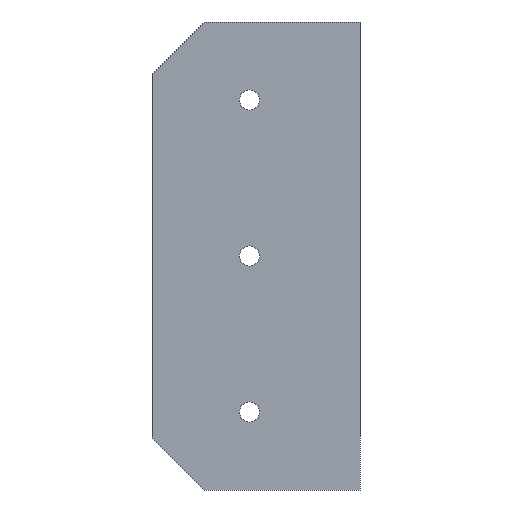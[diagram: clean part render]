
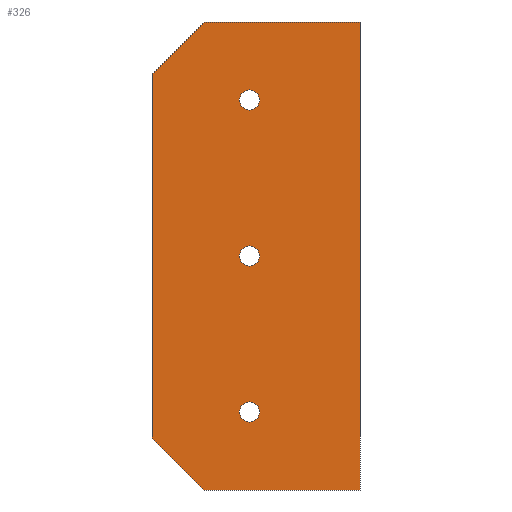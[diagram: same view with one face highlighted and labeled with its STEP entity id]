
A CAD part, front view. The second image highlights one B-rep face of the part: STEP entity #326.
In plain terms, the highlighted planar face has unit normal (0, -1, 0).
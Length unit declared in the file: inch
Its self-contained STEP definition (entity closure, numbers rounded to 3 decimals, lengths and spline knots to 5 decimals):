
#21=FACE_BOUND('',#55,.T.);
#22=FACE_BOUND('',#56,.T.);
#23=FACE_BOUND('',#57,.T.);
#27=CIRCLE('',#359,0.09675);
#28=CIRCLE('',#360,0.09675);
#29=CIRCLE('',#361,0.09675);
#36=FACE_OUTER_BOUND('',#54,.T.);
#54=EDGE_LOOP('',(#224,#225,#226,#227,#228,#229));
#55=EDGE_LOOP('',(#230));
#56=EDGE_LOOP('',(#231));
#57=EDGE_LOOP('',(#232));
#78=LINE('',#481,#114);
#79=LINE('',#483,#115);
#80=LINE('',#485,#116);
#81=LINE('',#487,#117);
#82=LINE('',#489,#118);
#83=LINE('',#490,#119);
#114=VECTOR('',#389,3.5);
#115=VECTOR('',#390,0.70711);
#116=VECTOR('',#391,1.5);
#117=VECTOR('',#392,4.5);
#118=VECTOR('',#393,1.5);
#119=VECTOR('',#394,0.70711);
#150=VERTEX_POINT('',#479);
#151=VERTEX_POINT('',#480);
#152=VERTEX_POINT('',#482);
#153=VERTEX_POINT('',#484);
#154=VERTEX_POINT('',#486);
#155=VERTEX_POINT('',#488);
#156=VERTEX_POINT('',#491);
#157=VERTEX_POINT('',#493);
#158=VERTEX_POINT('',#495);
#179=EDGE_CURVE('',#150,#151,#78,.T.);
#180=EDGE_CURVE('',#150,#152,#79,.F.);
#181=EDGE_CURVE('',#152,#153,#80,.T.);
#182=EDGE_CURVE('',#153,#154,#81,.T.);
#183=EDGE_CURVE('',#155,#154,#82,.T.);
#184=EDGE_CURVE('',#155,#151,#83,.T.);
#185=EDGE_CURVE('',#156,#156,#27,.T.);
#186=EDGE_CURVE('',#157,#157,#28,.T.);
#187=EDGE_CURVE('',#158,#158,#29,.T.);
#224=ORIENTED_EDGE('',*,*,#179,.F.);
#225=ORIENTED_EDGE('',*,*,#180,.T.);
#226=ORIENTED_EDGE('',*,*,#181,.T.);
#227=ORIENTED_EDGE('',*,*,#182,.T.);
#228=ORIENTED_EDGE('',*,*,#183,.F.);
#229=ORIENTED_EDGE('',*,*,#184,.T.);
#230=ORIENTED_EDGE('',*,*,#185,.T.);
#231=ORIENTED_EDGE('',*,*,#186,.T.);
#232=ORIENTED_EDGE('',*,*,#187,.T.);
#314=PLANE('',#358);
#326=ADVANCED_FACE('',(#36,#21,#22,#23),#314,.T.);
#358=AXIS2_PLACEMENT_3D('',#478,#387,#388);
#359=AXIS2_PLACEMENT_3D('',#492,#395,#396);
#360=AXIS2_PLACEMENT_3D('',#494,#397,#398);
#361=AXIS2_PLACEMENT_3D('',#496,#399,#400);
#387=DIRECTION('center_axis',(0.,-1.,0.));
#388=DIRECTION('ref_axis',(0.,0.,-1.));
#389=DIRECTION('',(0.,0.,1.));
#390=DIRECTION('',(-0.707,0.,0.707));
#391=DIRECTION('',(1.,0.,0.));
#392=DIRECTION('',(0.,0.,1.));
#393=DIRECTION('',(1.,0.,0.));
#394=DIRECTION('',(-0.707,0.,-0.707));
#395=DIRECTION('center_axis',(0.,1.,0.));
#396=DIRECTION('ref_axis',(0.,0.,1.));
#397=DIRECTION('center_axis',(0.,1.,0.));
#398=DIRECTION('ref_axis',(0.,0.,1.));
#399=DIRECTION('center_axis',(0.,1.,0.));
#400=DIRECTION('ref_axis',(0.,0.,1.));
#478=CARTESIAN_POINT('Origin',(0.,0.,-4.5));
#479=CARTESIAN_POINT('',(-2.,0.,-4.));
#480=CARTESIAN_POINT('',(-2.,0.,-0.5));
#481=CARTESIAN_POINT('',(-2.,0.,-4.));
#482=CARTESIAN_POINT('',(-1.5,0.,-4.5));
#483=CARTESIAN_POINT('',(-1.5,0.,-4.5));
#484=CARTESIAN_POINT('',(0.,0.,-4.5));
#485=CARTESIAN_POINT('',(-1.5,0.,-4.5));
#486=CARTESIAN_POINT('',(0.,0.,0.));
#487=CARTESIAN_POINT('',(0.,0.,-4.5));
#488=CARTESIAN_POINT('',(-1.5,0.,0.));
#489=CARTESIAN_POINT('',(-1.5,0.,0.));
#490=CARTESIAN_POINT('',(-1.5,0.,0.));
#491=CARTESIAN_POINT('',(-1.0625,0.,-0.84675));
#492=CARTESIAN_POINT('Origin',(-1.0625,0.,-0.75));
#493=CARTESIAN_POINT('',(-1.0625,0.,-2.34675));
#494=CARTESIAN_POINT('Origin',(-1.0625,0.,-2.25));
#495=CARTESIAN_POINT('',(-1.0625,0.,-3.84675));
#496=CARTESIAN_POINT('Origin',(-1.0625,0.,-3.75));
